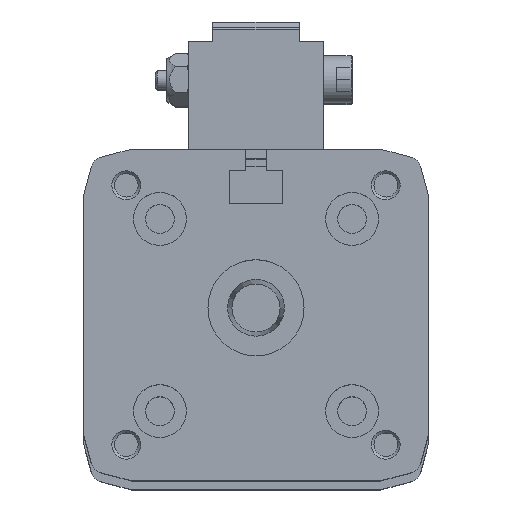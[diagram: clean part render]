
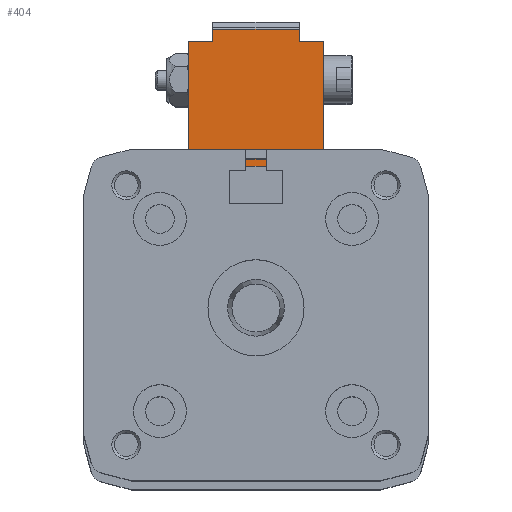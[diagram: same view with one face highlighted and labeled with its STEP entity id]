
A CAD part, top view. The second image highlights one B-rep face of the part: STEP entity #404.
In plain terms, the highlighted planar face has unit normal (0, 0, 1).
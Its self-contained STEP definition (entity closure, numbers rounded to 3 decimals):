
#404 = ADVANCED_FACE( '', ( #1136 ), #1137, .T. );
#1136 = FACE_OUTER_BOUND( '', #2042, .T. );
#1137 = PLANE( '', #2043 );
#2042 = EDGE_LOOP( '', ( #4022, #4023, #4024, #4025, #4026, #4027, #4028, #4029, #4030, #4031, #4032, #4033 ) );
#2043 = AXIS2_PLACEMENT_3D( '', #4034, #4035, #4036 );
#4022 = ORIENTED_EDGE( '', *, *, #5565, .T. );
#4023 = ORIENTED_EDGE( '', *, *, #5513, .T. );
#4024 = ORIENTED_EDGE( '', *, *, #5566, .T. );
#4025 = ORIENTED_EDGE( '', *, *, #5567, .T. );
#4026 = ORIENTED_EDGE( '', *, *, #5543, .T. );
#4027 = ORIENTED_EDGE( '', *, *, #5537, .T. );
#4028 = ORIENTED_EDGE( '', *, *, #5541, .T. );
#4029 = ORIENTED_EDGE( '', *, *, #5547, .T. );
#4030 = ORIENTED_EDGE( '', *, *, #5550, .T. );
#4031 = ORIENTED_EDGE( '', *, *, #5558, .T. );
#4032 = ORIENTED_EDGE( '', *, *, #5568, .T. );
#4033 = ORIENTED_EDGE( '', *, *, #5521, .T. );
#4034 = CARTESIAN_POINT( '', ( 0., 0., 75. ) );
#4035 = DIRECTION( '', ( 0., 0., 1. ) );
#4036 = DIRECTION( '', ( 1., 0., 0. ) );
#5513 = EDGE_CURVE( '', #6661, #6659, #6662, .T. );
#5521 = EDGE_CURVE( '', #6677, #6675, #6678, .T. );
#5537 = EDGE_CURVE( '', #6706, #6704, #6707, .T. );
#5541 = EDGE_CURVE( '', #6704, #6711, #6713, .T. );
#5543 = EDGE_CURVE( '', #6716, #6706, #6717, .T. );
#5547 = EDGE_CURVE( '', #6711, #6721, #6723, .T. );
#5550 = EDGE_CURVE( '', #6721, #6726, #6728, .T. );
#5558 = EDGE_CURVE( '', #6726, #6742, #6744, .T. );
#5565 = EDGE_CURVE( '', #6675, #6661, #6753, .T. );
#5566 = EDGE_CURVE( '', #6659, #6754, #6755, .T. );
#5567 = EDGE_CURVE( '', #6754, #6716, #6756, .T. );
#5568 = EDGE_CURVE( '', #6742, #6677, #6757, .T. );
#6659 = VERTEX_POINT( '', #8749 );
#6661 = VERTEX_POINT( '', #8752 );
#6662 = LINE( '', #8753, #8754 );
#6675 = VERTEX_POINT( '', #8771 );
#6677 = VERTEX_POINT( '', #8773 );
#6678 = LINE( '', #8774, #8775 );
#6704 = VERTEX_POINT( '', #8812 );
#6706 = VERTEX_POINT( '', #8815 );
#6707 = LINE( '', #8816, #8817 );
#6711 = VERTEX_POINT( '', #8823 );
#6713 = LINE( '', #8826, #8827 );
#6716 = VERTEX_POINT( '', #8831 );
#6717 = LINE( '', #8832, #8833 );
#6721 = VERTEX_POINT( '', #8839 );
#6723 = LINE( '', #8842, #8843 );
#6726 = VERTEX_POINT( '', #8847 );
#6728 = LINE( '', #8850, #8851 );
#6742 = VERTEX_POINT( '', #8866 );
#6744 = LINE( '', #8869, #8870 );
#6753 = LINE( '', #8885, #8886 );
#6754 = VERTEX_POINT( '', #8887 );
#6755 = LINE( '', #8888, #8889 );
#6756 = LINE( '', #8890, #8891 );
#6757 = LINE( '', #8892, #8893 );
#8749 = CARTESIAN_POINT( '', ( -9., 58.5, 75. ) );
#8752 = CARTESIAN_POINT( '', ( -9., 60.953, 75. ) );
#8753 = CARTESIAN_POINT( '', ( -9., 62.5, 75. ) );
#8754 = VECTOR( '', #10299, 1000. );
#8771 = CARTESIAN_POINT( '', ( 9., 60.953, 75. ) );
#8773 = CARTESIAN_POINT( '', ( 9., 58.5, 75. ) );
#8774 = CARTESIAN_POINT( '', ( 9., 58.5, 75. ) );
#8775 = VECTOR( '', #10313, 1000. );
#8812 = CARTESIAN_POINT( '', ( -9., 31., 75. ) );
#8815 = CARTESIAN_POINT( '', ( -9., 29., 75. ) );
#8816 = CARTESIAN_POINT( '', ( -9., 29., 75. ) );
#8817 = VECTOR( '', #10335, 1000. );
#8823 = CARTESIAN_POINT( '', ( 9., 31., 75. ) );
#8826 = CARTESIAN_POINT( '', ( -9., 31., 75. ) );
#8827 = VECTOR( '', #10339, 1000. );
#8831 = CARTESIAN_POINT( '', ( -14., 29., 75. ) );
#8832 = CARTESIAN_POINT( '', ( -14., 29., 75. ) );
#8833 = VECTOR( '', #10341, 1000. );
#8839 = CARTESIAN_POINT( '', ( 9., 29., 75. ) );
#8842 = CARTESIAN_POINT( '', ( 9., 31., 75. ) );
#8843 = VECTOR( '', #10345, 1000. );
#8847 = CARTESIAN_POINT( '', ( 14., 29., 75. ) );
#8850 = CARTESIAN_POINT( '', ( 9., 29., 75. ) );
#8851 = VECTOR( '', #10348, 1000. );
#8866 = CARTESIAN_POINT( '', ( 14., 58.5, 75. ) );
#8869 = CARTESIAN_POINT( '', ( 14., 29., 75. ) );
#8870 = VECTOR( '', #10366, 1000. );
#8885 = CARTESIAN_POINT( '', ( 9., 60.953, 75. ) );
#8886 = VECTOR( '', #10373, 1000. );
#8887 = CARTESIAN_POINT( '', ( -14., 58.5, 75. ) );
#8888 = CARTESIAN_POINT( '', ( -9., 58.5, 75. ) );
#8889 = VECTOR( '', #10374, 1000. );
#8890 = CARTESIAN_POINT( '', ( -14., 58.5, 75. ) );
#8891 = VECTOR( '', #10375, 1000. );
#8892 = CARTESIAN_POINT( '', ( 14., 58.5, 75. ) );
#8893 = VECTOR( '', #10376, 1000. );
#10299 = DIRECTION( '', ( 0., -1., 0. ) );
#10313 = DIRECTION( '', ( 0., 1., 0. ) );
#10335 = DIRECTION( '', ( 0., 1., 0. ) );
#10339 = DIRECTION( '', ( 1., 0., 0. ) );
#10341 = DIRECTION( '', ( 1., 0., 0. ) );
#10345 = DIRECTION( '', ( 0., -1., 0. ) );
#10348 = DIRECTION( '', ( 1., 0., 0. ) );
#10366 = DIRECTION( '', ( 0., 1., 0. ) );
#10373 = DIRECTION( '', ( -1., 0., 0. ) );
#10374 = DIRECTION( '', ( -1., 0., 0. ) );
#10375 = DIRECTION( '', ( 0., -1., 0. ) );
#10376 = DIRECTION( '', ( -1., 0., 0. ) );
